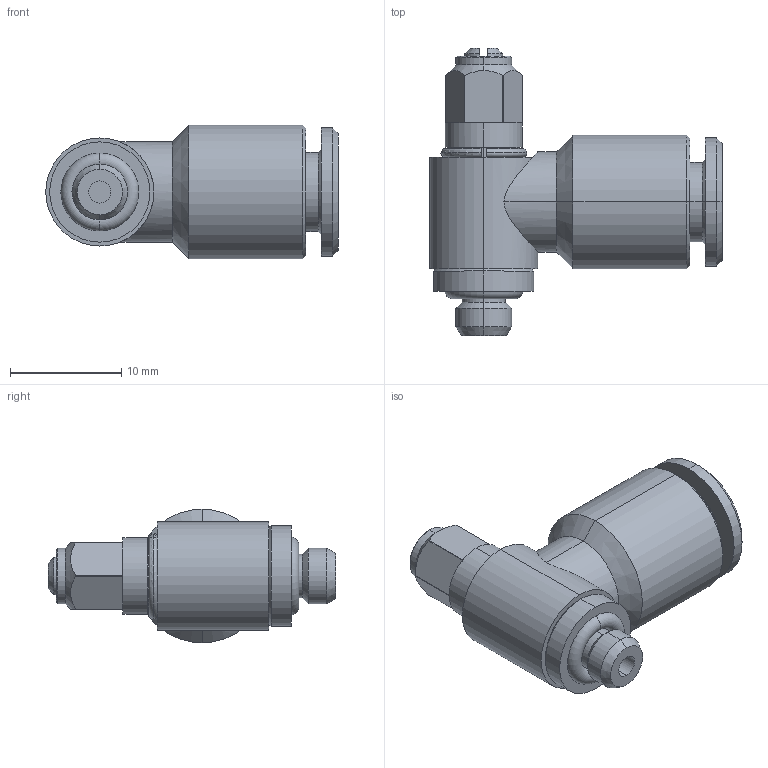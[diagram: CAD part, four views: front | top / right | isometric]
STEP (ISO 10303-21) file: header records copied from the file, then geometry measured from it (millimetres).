
FILE_DESCRIPTION (( 'STEP AP203' ), '1' );
FILE_NAME ('04280B30.STEP', '2010-05-04T09:24:34', ( '' ), ( 'sopra-pneumatic' ), 'SwSTEP 2.0', 'SolidWorks 2009', '' );
FILE_SCHEMA (( 'CONFIG_CONTROL_DESIGN' ));
Length unit declared in the file: millimetre
Products named in the file (1): 04280B30
Bounding box: 26.25 x 25.8 x 12 mm (x, y, z)
Volume: 2397.4 mm3; surface area: 2027.1 mm2
Topology: 2 solids, 4 shells, 105 faces, 227 edges, 142 vertices
Faces by surface type: plane 39, cylinder 38, cone 24, torus 4
Entity records: 3118 total; most frequent: CARTESIAN_POINT 698, DIRECTION 529, ORIENTED_EDGE 454, EDGE_CURVE 227, AXIS2_PLACEMENT_3D 219, VERTEX_POINT 142, EDGE_LOOP 117, CIRCLE 113
